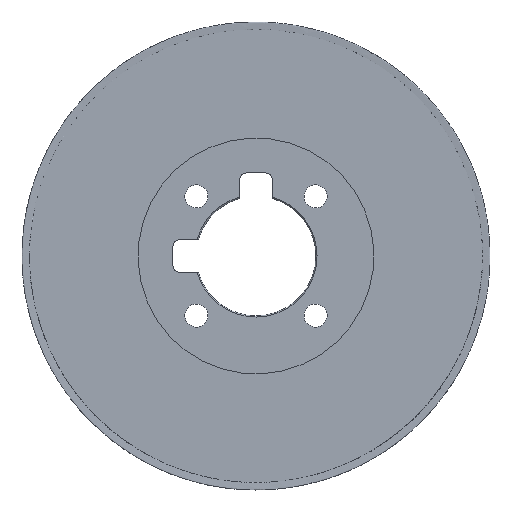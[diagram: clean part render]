
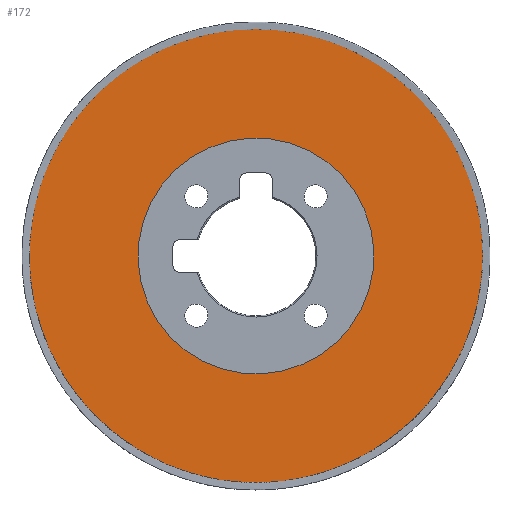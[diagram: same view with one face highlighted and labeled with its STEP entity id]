
A CAD part, top view. The second image highlights one B-rep face of the part: STEP entity #172.
In plain terms, the highlighted planar face has unit normal (0, 0, 1).
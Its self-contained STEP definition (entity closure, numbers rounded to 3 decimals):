
#172=ADVANCED_FACE('TB_SU_7',(#231,#232),#212,.T.);
#212=PLANE('',#965);
#231=FACE_BOUND('',#273,.T.);
#232=FACE_BOUND('',#274,.T.);
#273=EDGE_LOOP('',(#421));
#274=EDGE_LOOP('',(#422));
#421=ORIENTED_EDGE('',*,*,#672,.T.);
#422=ORIENTED_EDGE('',*,*,#671,.T.);
#603=VERTEX_POINT('',#1388);
#604=VERTEX_POINT('',#1391);
#671=EDGE_CURVE('',#603,#603,#755,.T.);
#672=EDGE_CURVE('',#604,#604,#756,.T.);
#755=CIRCLE('',#962,31.5);
#756=CIRCLE('',#964,61.448);
#962=AXIS2_PLACEMENT_3D('',#1387,#1135,#1136);
#964=AXIS2_PLACEMENT_3D('',#1390,#1139,#1140);
#965=AXIS2_PLACEMENT_3D('',#1392,#1141,#1142);
#1135=DIRECTION('',(0.,0.,-1.));
#1136=DIRECTION('',(0.292,0.956,0.));
#1139=DIRECTION('',(0.,0.,1.));
#1140=DIRECTION('',(-0.292,-0.956,0.));
#1141=DIRECTION('',(0.,0.,1.));
#1142=DIRECTION('',(-0.292,-0.956,0.));
#1387=CARTESIAN_POINT('',(0.,0.,-0.9));
#1388=CARTESIAN_POINT('',(9.21,30.124,-0.9));
#1390=CARTESIAN_POINT('',(0.,0.,-0.9));
#1391=CARTESIAN_POINT('',(-17.966,-58.763,-0.9));
#1392=CARTESIAN_POINT('',(-61.548,0.,-0.9));
